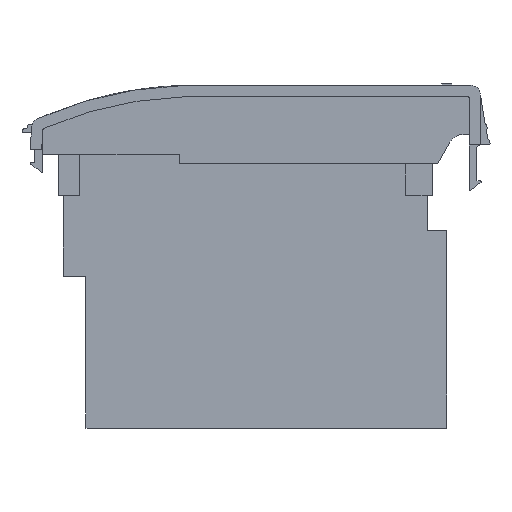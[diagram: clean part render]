
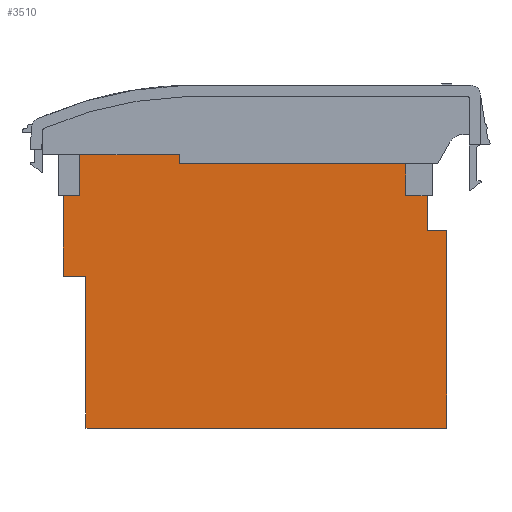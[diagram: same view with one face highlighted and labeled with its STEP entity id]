
A CAD part, left-side view. The second image highlights one B-rep face of the part: STEP entity #3510.
In plain terms, the highlighted planar face has unit normal (-1, 0, 0).
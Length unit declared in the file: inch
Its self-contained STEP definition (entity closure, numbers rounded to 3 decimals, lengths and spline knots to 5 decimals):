
#1830 = CARTESIAN_POINT ( 'NONE',  ( 1.0895, 3.99348, 1.0855 ) ) ;
#1873 = CARTESIAN_POINT ( 'NONE',  ( 1.0895, 1.59848, 0.8155 ) ) ;
#2319 = CARTESIAN_POINT ( 'NONE',  ( 1.0895, 1.73848, 1.0255 ) ) ;
#2320 = CARTESIAN_POINT ( 'NONE',  ( 1.0895, 3.22916, 1.0255 ) ) ;
#2365 = LINE ( 'NONE', #2425, #2424 ) ;
#2395 = DIRECTION ( 'NONE',  ( 0., -1., 0. ) ) ;
#2396 = VECTOR ( 'NONE', #2395, 39.37008 ) ;
#2397 = CARTESIAN_POINT ( 'NONE',  ( 1.0895, 1.52916, 1.0255 ) ) ;
#2398 = LINE ( 'NONE', #2397, #2396 ) ;
#2404 = CARTESIAN_POINT ( 'NONE',  ( 1.0895, 3.22916, 1.0855 ) ) ;
#2409 = DIRECTION ( 'NONE',  ( 0., 0., -1. ) ) ;
#2410 = VECTOR ( 'NONE', #2409, 39.37008 ) ;
#2411 = CARTESIAN_POINT ( 'NONE',  ( 1.0895, 3.22916, 1.0255 ) ) ;
#2417 = LINE ( 'NONE', #2411, #2410 ) ;
#2423 = DIRECTION ( 'NONE',  ( 0., -1., 0. ) ) ;
#2424 = VECTOR ( 'NONE', #2423, 39.37008 ) ;
#2425 = CARTESIAN_POINT ( 'NONE',  ( 1.0895, 3.22916, 1.0855 ) ) ;
#3360 = EDGE_CURVE ( 'NONE', #3361, #3362, #6991, .T. ) ;
#3361 = VERTEX_POINT ( 'NONE', #6987 ) ;
#3362 = VERTEX_POINT ( 'NONE', #6986 ) ;
#3398 = EDGE_CURVE ( 'NONE', #3410, #5591, #7012, .T. ) ;
#3409 = EDGE_CURVE ( 'NONE', #3427, #3410, #7091, .T. ) ;
#3410 = VERTEX_POINT ( 'NONE', #7087 ) ;
#3426 = EDGE_CURVE ( 'NONE', #3362, #3427, #7095, .T. ) ;
#3427 = VERTEX_POINT ( 'NONE', #7152 ) ;
#3437 = EDGE_CURVE ( 'NONE', #3454, #3361, #7140, .T. ) ;
#3453 = EDGE_CURVE ( 'NONE', #3469, #3454, #7190, .T. ) ;
#3454 = VERTEX_POINT ( 'NONE', #7186 ) ;
#3468 = EDGE_CURVE ( 'NONE', #5619, #3469, #7258, .T. ) ;
#3469 = VERTEX_POINT ( 'NONE', #7254 ) ;
#3478 = ORIENTED_EDGE ( 'NONE', *, *, #3437, .F. ) ;
#3479 = ORIENTED_EDGE ( 'NONE', *, *, #3453, .F. ) ;
#3480 = ORIENTED_EDGE ( 'NONE', *, *, #3468, .F. ) ;
#3481 = ORIENTED_EDGE ( 'NONE', *, *, #3482, .F. ) ;
#3482 = EDGE_CURVE ( 'NONE', #3493, #5619, #7281, .T. ) ;
#3491 = ORIENTED_EDGE ( 'NONE', *, *, #3492, .T. ) ;
#3492 = EDGE_CURVE ( 'NONE', #3493, #5837, #7319, .T. ) ;
#3493 = VERTEX_POINT ( 'NONE', #7315 ) ;
#3494 = ORIENTED_EDGE ( 'NONE', *, *, #5907, .F. ) ;
#3495 = ORIENTED_EDGE ( 'NONE', *, *, #5901, .F. ) ;
#3496 = ORIENTED_EDGE ( 'NONE', *, *, #5895, .F. ) ;
#3497 = ORIENTED_EDGE ( 'NONE', *, *, #3398, .F. ) ;
#3498 = ORIENTED_EDGE ( 'NONE', *, *, #3409, .F. ) ;
#3499 = ORIENTED_EDGE ( 'NONE', *, *, #3426, .F. ) ;
#3500 = ORIENTED_EDGE ( 'NONE', *, *, #3360, .F. ) ;
#3510 = ADVANCED_FACE ( 'NONE', ( #7314 ), #7295, .T. ) ;
#3511 = EDGE_LOOP ( 'NONE', ( #3491, #3494, #3495, #3496, #3497, #3498, #3499, #3500, #3478, #3479, #3480, #3481 ) ) ;
#5591 = VERTEX_POINT ( 'NONE', #1830 ) ;
#5619 = VERTEX_POINT ( 'NONE', #1873 ) ;
#5836 = VERTEX_POINT ( 'NONE', #2320 ) ;
#5837 = VERTEX_POINT ( 'NONE', #2319 ) ;
#5895 = EDGE_CURVE ( 'NONE', #5591, #5903, #2365, .T. ) ;
#5901 = EDGE_CURVE ( 'NONE', #5903, #5836, #2417, .T. ) ;
#5903 = VERTEX_POINT ( 'NONE', #2404 ) ;
#5907 = EDGE_CURVE ( 'NONE', #5836, #5837, #2398, .T. ) ;
#6822 = CARTESIAN_POINT ( 'NONE',  ( 1.0895, 3.84348, -0.7145 ) ) ;
#6823 = AXIS2_PLACEMENT_3D ( 'NONE', #6822, #7063, #12518 ) ;
#6986 = CARTESIAN_POINT ( 'NONE',  ( 1.0895, 3.84348, -0.7145 ) ) ;
#6987 = CARTESIAN_POINT ( 'NONE',  ( 1.0895, 1.46848, -0.7145 ) ) ;
#6988 = DIRECTION ( 'NONE',  ( 0., 1., 0. ) ) ;
#6989 = VECTOR ( 'NONE', #6988, 39.37008 ) ;
#6990 = CARTESIAN_POINT ( 'NONE',  ( 1.0895, 1.46848, -0.7145 ) ) ;
#6991 = LINE ( 'NONE', #6990, #6989 ) ;
#7009 = DIRECTION ( 'NONE',  ( 0., 0., 1. ) ) ;
#7010 = VECTOR ( 'NONE', #7009, 39.37008 ) ;
#7011 = CARTESIAN_POINT ( 'NONE',  ( 1.0895, 3.99348, 1.3155 ) ) ;
#7012 = LINE ( 'NONE', #7011, #7010 ) ;
#7063 = DIRECTION ( 'NONE',  ( -1., 0., 0. ) ) ;
#7087 = CARTESIAN_POINT ( 'NONE',  ( 1.0895, 3.99348, 0.2855 ) ) ;
#7088 = DIRECTION ( 'NONE',  ( 0., 1., 0. ) ) ;
#7089 = VECTOR ( 'NONE', #7088, 39.37008 ) ;
#7090 = CARTESIAN_POINT ( 'NONE',  ( 1.0895, 3.99348, 0.2855 ) ) ;
#7091 = LINE ( 'NONE', #7090, #7089 ) ;
#7095 = LINE ( 'NONE', #7155, #7154 ) ;
#7137 = DIRECTION ( 'NONE',  ( 0., 0., -1. ) ) ;
#7138 = VECTOR ( 'NONE', #7137, 39.37008 ) ;
#7139 = CARTESIAN_POINT ( 'NONE',  ( 1.0895, 1.46848, 0.5855 ) ) ;
#7140 = LINE ( 'NONE', #7139, #7138 ) ;
#7152 = CARTESIAN_POINT ( 'NONE',  ( 1.0895, 3.84348, 0.2855 ) ) ;
#7153 = DIRECTION ( 'NONE',  ( 0., 0., 1. ) ) ;
#7154 = VECTOR ( 'NONE', #7153, 39.37008 ) ;
#7155 = CARTESIAN_POINT ( 'NONE',  ( 1.0895, 3.84348, 0.2855 ) ) ;
#7186 = CARTESIAN_POINT ( 'NONE',  ( 1.0895, 1.46848, 0.5855 ) ) ;
#7187 = DIRECTION ( 'NONE',  ( 0., -1., 0. ) ) ;
#7188 = VECTOR ( 'NONE', #7187, 39.37008 ) ;
#7189 = CARTESIAN_POINT ( 'NONE',  ( 1.0895, 1.46848, 0.5855 ) ) ;
#7190 = LINE ( 'NONE', #7189, #7188 ) ;
#7254 = CARTESIAN_POINT ( 'NONE',  ( 1.0895, 1.59848, 0.5855 ) ) ;
#7255 = DIRECTION ( 'NONE',  ( 0., 0., -1. ) ) ;
#7256 = VECTOR ( 'NONE', #7255, 39.37008 ) ;
#7257 = CARTESIAN_POINT ( 'NONE',  ( 1.0895, 1.59848, 0.5855 ) ) ;
#7258 = LINE ( 'NONE', #7257, #7256 ) ;
#7278 = DIRECTION ( 'NONE',  ( 0., -1., 0. ) ) ;
#7279 = VECTOR ( 'NONE', #7278, 39.37008 ) ;
#7280 = CARTESIAN_POINT ( 'NONE',  ( 1.0895, 3.84348, 0.8155 ) ) ;
#7281 = LINE ( 'NONE', #7280, #7279 ) ;
#7295 = PLANE ( 'NONE',  #6823 ) ;
#7314 = FACE_OUTER_BOUND ( 'NONE', #3511, .T. ) ;
#7315 = CARTESIAN_POINT ( 'NONE',  ( 1.0895, 1.73848, 0.8155 ) ) ;
#7316 = DIRECTION ( 'NONE',  ( 0., 0., 1. ) ) ;
#7317 = VECTOR ( 'NONE', #7316, 39.37008 ) ;
#7318 = CARTESIAN_POINT ( 'NONE',  ( 1.0895, 1.73848, 0.8155 ) ) ;
#7319 = LINE ( 'NONE', #7318, #7317 ) ;
#12518 = DIRECTION ( 'NONE',  ( 0., 0., 1. ) ) ;
